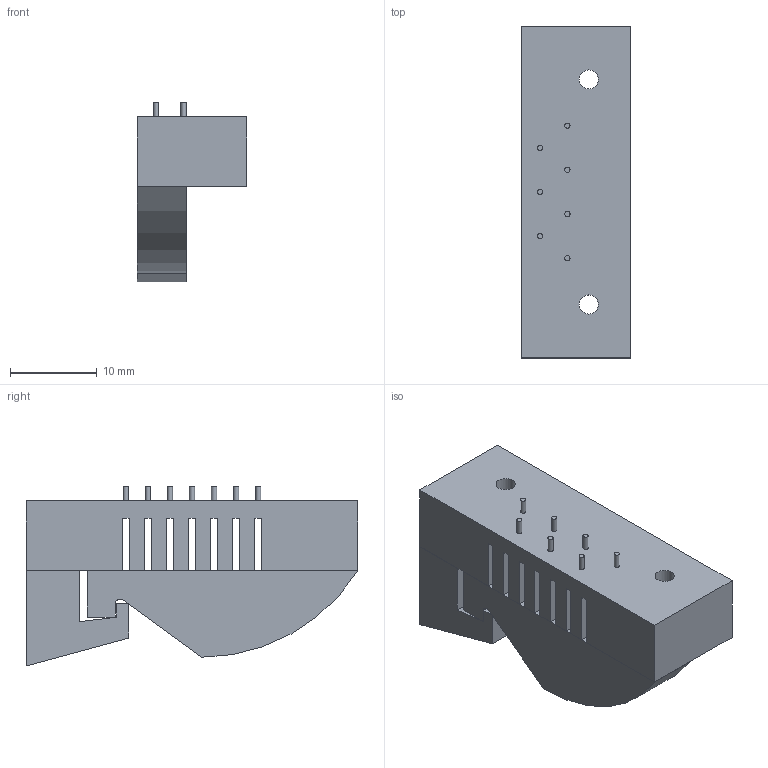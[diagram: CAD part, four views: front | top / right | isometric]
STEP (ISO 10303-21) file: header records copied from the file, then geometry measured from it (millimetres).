
FILE_DESCRIPTION(('FreeCAD Model'),'2;1');
FILE_NAME('Open CASCADE Shape Model','2023-11-28T10:19:15',('Author'),( ''),'Open CASCADE STEP processor 7.6','FreeCAD','Unknown');
FILE_SCHEMA(('AUTOMOTIVE_DESIGN { 1 0 10303 214 1 1 1 1 }'));
Length unit declared in the file: millimetre
Products named in the file (4): butterfly_laser_socket_right_asm__copy_; butterfly_laser_socket_right_001; butterfly_laser_socket_clamp_part_2_001; butterfly_laser_socket_clamp_part_3_001
Assembly tree (3 placements, depth 2):
  butterfly_laser_socket_right_asm__copy_
    butterfly_laser_socket_right_001
    butterfly_laser_socket_clamp_part_2_001
    butterfly_laser_socket_clamp_part_3_001
Bounding box: 12.6 x 38.2 x 20.7 mm (x, y, z)
Volume: 4603.3 mm3; surface area: 3689.9 mm2
Topology: 3 solids, 3 shells, 89 faces, 207 edges, 131 vertices
Faces by surface type: plane 78, cylinder 11
Full cylindrical faces by diameter (mm): 0.6 x7, 2.2 x2
Entity records: 2575 total; most frequent: CARTESIAN_POINT 431, DIRECTION 415, ORIENTED_EDGE 414, EDGE_CURVE 207, LINE 185, VECTOR 185, VERTEX_POINT 131, AXIS2_PLACEMENT_3D 115
